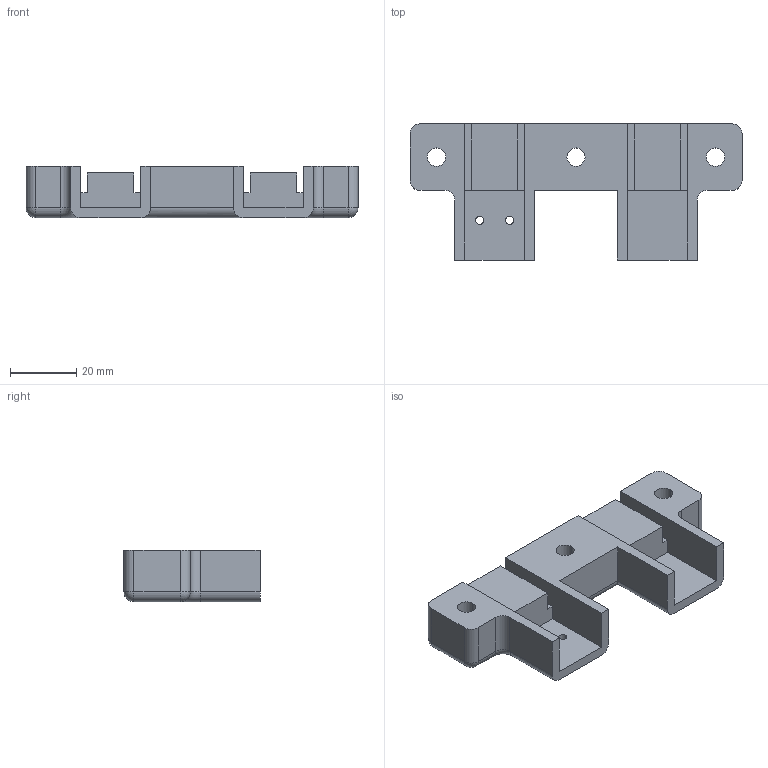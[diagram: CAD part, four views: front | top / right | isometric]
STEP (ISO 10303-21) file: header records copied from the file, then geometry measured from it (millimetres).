
FILE_DESCRIPTION (( 'STEP AP214' ), '1' );
FILE_NAME ('spring stoper.STEP', '2015-10-26T08:20:35', ( '' ), ( '' ), 'SwSTEP 2.0', 'SolidWorks 2015', '' );
FILE_SCHEMA (( 'AUTOMOTIVE_DESIGN' ));
Length unit declared in the file: millimetre
Products named in the file (1): spring stoper
Bounding box: 100 x 41 x 15.5 mm (x, y, z)
Volume: 33060.7 mm3; surface area: 13176.3 mm2
Topology: 1 solids, 1 shells, 66 faces, 178 edges, 110 vertices
Faces by surface type: plane 34, cylinder 26, sphere 4, torus 2
Entity records: 2078 total; most frequent: CARTESIAN_POINT 357, DIRECTION 356, ORIENTED_EDGE 348, EDGE_CURVE 174, VECTOR 122, LINE 122, AXIS2_PLACEMENT_3D 117, VERTEX_POINT 110
